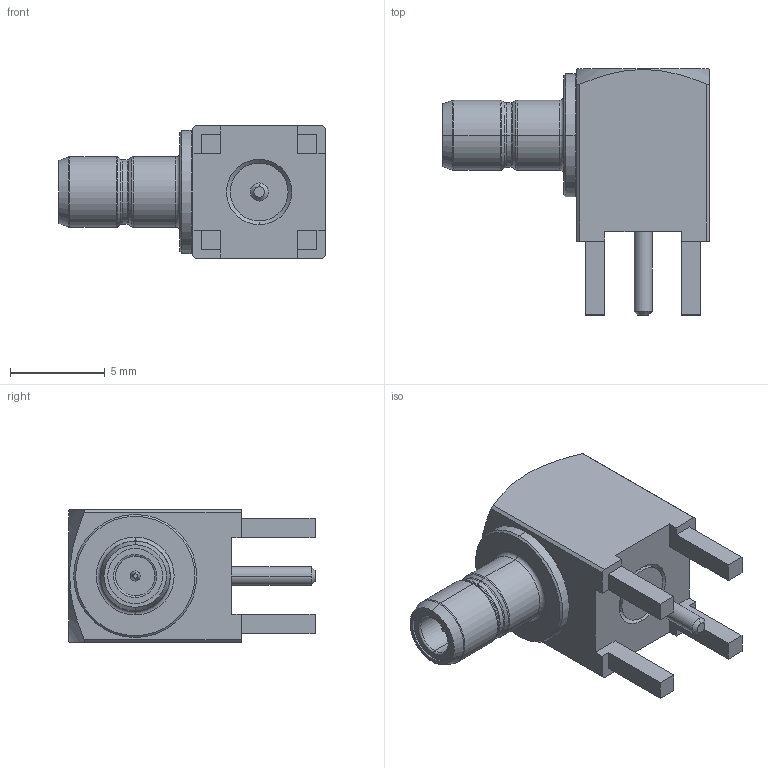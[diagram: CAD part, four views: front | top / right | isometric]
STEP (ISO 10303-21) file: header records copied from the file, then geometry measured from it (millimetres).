
FILE_DESCRIPTION (( 'STEP AP214' ), '1' );
FILE_NAME ('ÑÖÍÊ.434521.048ÑÁ_Âèëêà+äëÿ ïîòðåáèòåëÿ.STEP', '2018-12-04T08:34:16', ( 'User' ), ( '' ), 'SwSTEP 2.0', 'SolidWorks 2016', '' );
FILE_SCHEMA (( 'AUTOMOTIVE_DESIGN' ));
Length unit declared in the file: millimetre
Products named in the file (1): ÑÖÍÊ.434521.048ÑÁ_Âèëêà+äëÿ ïîòðåáèòåëÿ
Bounding box: 14.1 x 13 x 7 mm (x, y, z)
Volume: 520.6 mm3; surface area: 534.1 mm2
Topology: 1 solids, 1 shells, 91 faces, 214 edges, 132 vertices
Faces by surface type: plane 37, cylinder 22, cone 18, torus 14
Entity records: 3658 total; most frequent: CARTESIAN_POINT 484, DIRECTION 480, ORIENTED_EDGE 428, EDGE_CURVE 214, AXIS2_PLACEMENT_3D 180, VERTEX_POINT 132, LINE 120, VECTOR 120
